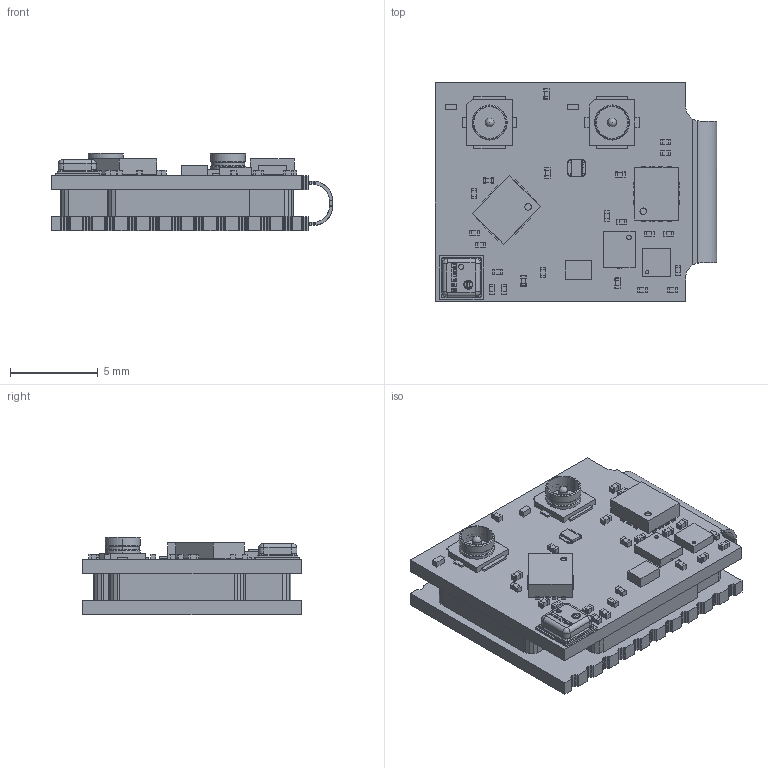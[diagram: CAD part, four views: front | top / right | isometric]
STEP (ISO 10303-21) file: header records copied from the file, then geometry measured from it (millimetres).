
FILE_DESCRIPTION(('Open CASCADE Model'),'2;1');
FILE_NAME('Open CASCADE Shape Model','2019-07-13T23:36:14',('Author'),( 'Open CASCADE'),'Open CASCADE STEP processor 6.8','Open CASCADE 6.8' ,'Unknown');
FILE_SCHEMA(('AUTOMOTIVE_DESIGN { 1 0 10303 214 1 1 1 1 }'));
Length unit declared in the file: millimetre
Products named in the file (75): PCB; Board; Open CASCADE STEP translator 6.8 2.1.1; Open CASCADE STEP translator 6.8 2.1.2; Open CASCADE STEP translator 6.8 2.1.3; Open CASCADE STEP translator 6.8 2.1.4; Open CASCADE STEP translator 6.8 2.1.5; Open CASCADE STEP translator 6.8 2.1.6; Open CASCADE STEP translator 6.8 2.1.7; C61A; User_Library-SMD_CAPACITOR_(2); C60; C58; C59; C57; C56; C50; C49; C46; U10; 6842166992; Open_CASCADE_STEP_translator_6.8_23.1; Body; Open_CASCADE_STEP_translator_6.8_23.2.1; Pin_Shape; Open_CASCADE_STEP_translator_6.8_23.3.1; C45; C31; C30; U5; 6842166832; U4; 6842166512; Open_CASCADE_STEP_translator_6.8_1.1; Open_CASCADE_STEP_translator_6.8_1.2.1; ball; U8; 6617975440; Extruded; C55 ...
Assembly tree (149 placements, depth 5):
  PCB
    Board
      Open CASCADE STEP translator 6.8 2.1.1
      Open CASCADE STEP translator 6.8 2.1.2
      Open CASCADE STEP translator 6.8 2.1.3
      Open CASCADE STEP translator 6.8 2.1.4
      Open CASCADE STEP translator 6.8 2.1.5
      Open CASCADE STEP translator 6.8 2.1.6
      Open CASCADE STEP translator 6.8 2.1.7
    C61A
      User_Library-SMD_CAPACITOR_(2)
    C60
      User_Library-SMD_CAPACITOR_(2)
    C58
      User_Library-SMD_CAPACITOR_(2)
    C59
      User_Library-SMD_CAPACITOR_(2)
    C57
      User_Library-SMD_CAPACITOR_(2)
    C56
      User_Library-SMD_CAPACITOR_(2)
    C50
      User_Library-SMD_CAPACITOR_(2)
    C49
      User_Library-SMD_CAPACITOR_(2)
    C46
      User_Library-SMD_CAPACITOR_(2)
    U10
      6842166992
        Open_CASCADE_STEP_translator_6.8_23.1
        Body
          Open_CASCADE_STEP_translator_6.8_23.2.1
        Pin_Shape  x14
          Open_CASCADE_STEP_translator_6.8_23.3.1
    C45
      User_Library-SMD_CAPACITOR_(2)
    C31
      User_Library-SMD_CAPACITOR_(2)
    C30
      User_Library-SMD_CAPACITOR_(2)
    U5
      6842166832
        Open_CASCADE_STEP_translator_6.8_23.1
        Body
          Open_CASCADE_STEP_translator_6.8_23.2.1
        Pin_Shape  x14
          Open_CASCADE_STEP_translator_6.8_23.3.1
    U4
      6842166512
        Open_CASCADE_STEP_translator_6.8_1.1
        Body
          Open_CASCADE_STEP_translator_6.8_1.2.1
        ball  x16
    U8
      6617975440
        Extruded
    C55
      User_Library-SMD_CAPACITOR_(2)
    C27
      User_Library-SMD_CAPACITOR_(2)
Bounding box: 16.06 x 12.5 x 4.44 mm (x, y, z)
Volume: 601.9 mm3; surface area: 1469.5 mm2
Topology: 104 solids, 108 shells, 2351 faces, 5582 edges, 3316 vertices
Faces by surface type: plane 1636, cylinder 438, sphere 194, bspline 59, cone 16, torus 4, revolution 4
Full cylindrical faces by diameter (mm): 0.2 x1, 0.263 x1, 0.375 x2
Entity records: 33187 total; most frequent: CARTESIAN_POINT 7204, ORIENTED_EDGE 4818, DIRECTION 4498, EDGE_CURVE 2411, LINE 2064, VECTOR 2064, VERTEX_POINT 1587, AXIS2_PLACEMENT_3D 1215
